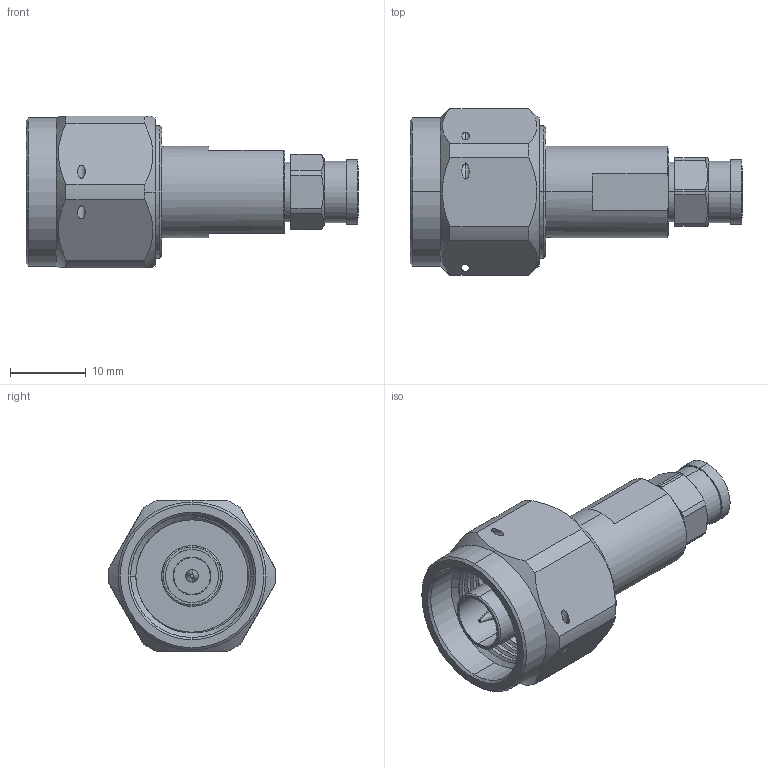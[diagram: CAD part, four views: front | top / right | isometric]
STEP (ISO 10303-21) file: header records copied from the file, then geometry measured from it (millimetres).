
FILE_DESCRIPTION (( 'STEP AP214' ), '1' );
FILE_NAME ('3190-2790(TC-MG200-NMHC-LW-SS)_SD.STEP', '2020-12-08T07:49:07', ( '' ), ( '' ), 'SwSTEP 2.0', 'SolidWorks 2018', '' );
FILE_SCHEMA (( 'AUTOMOTIVE_DESIGN' ));
Length unit declared in the file: millimetre
Products named in the file (1): 3190-2790(TC-MG200-NMHC-LW-SS)_SD
Bounding box: 43.73 x 22 x 20 mm (x, y, z)
Volume: 6372.3 mm3; surface area: 4354.5 mm2
Topology: 1 solids, 1 shells, 132 faces, 321 edges, 209 vertices
Faces by surface type: cylinder 60, plane 37, cone 29, bspline 6
Entity records: 6337 total; most frequent: CARTESIAN_POINT 3330, ORIENTED_EDGE 642, DIRECTION 573, EDGE_CURVE 321, AXIS2_PLACEMENT_3D 230, VERTEX_POINT 209, EDGE_LOOP 156, ADVANCED_FACE 132
